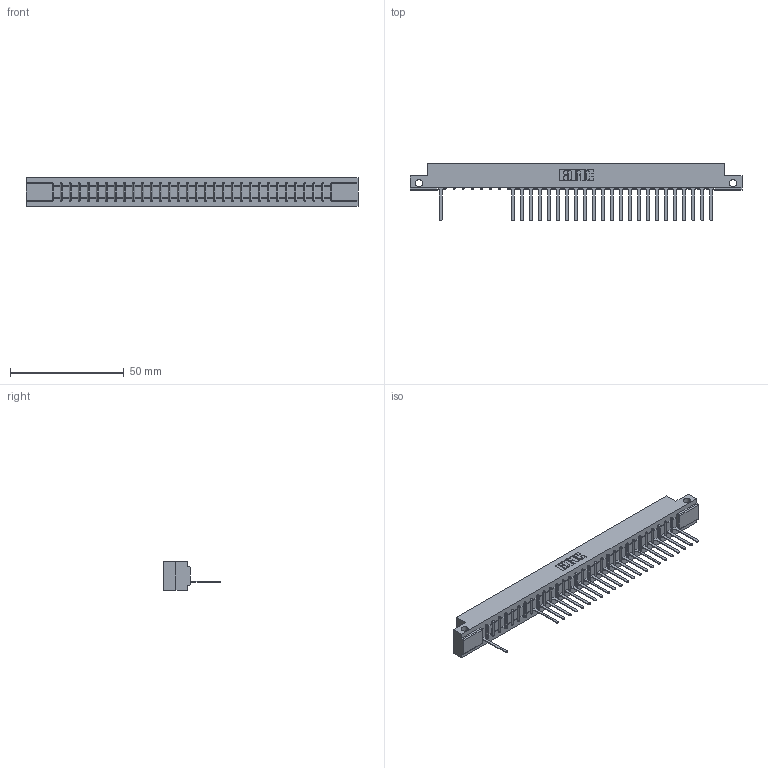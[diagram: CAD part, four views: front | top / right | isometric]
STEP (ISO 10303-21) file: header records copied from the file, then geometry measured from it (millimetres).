
FILE_DESCRIPTION (( 'STEP AP203' ), '1' );
FILE_NAME ('307-031-547-112.STEP', '2018-08-04T20:28:57', ( '' ), ( '' ), 'SwSTEP 2.0', 'SolidWorks 2016', '' );
FILE_SCHEMA (( 'CONFIG_CONTROL_DESIGN' ));
Length unit declared in the file: inch
Products named in the file (3): 307 Part_.128 Dia Side Mounting Holes; 307-290-001_547; 307-031-547-112
Assembly tree (25 placements, depth 2):
  307-031-547-112
    307 Part_.128 Dia Side Mounting Holes
    307-290-001_547  x24
Bounding box: 145.85 x 25.43 x 12.7 mm (x, y, z)
Volume: 14889.8 mm3; surface area: 15282.3 mm2
Topology: 25 solids, 25 shells, 1634 faces, 4659 edges, 2986 vertices
Faces by surface type: plane 1042, cylinder 528, sphere 64
Entity records: 27678 total; most frequent: CARTESIAN_POINT 4689, ORIENTED_EDGE 4682, DIRECTION 4559, EDGE_CURVE 2341, LINE 1791, VECTOR 1791, VERTEX_POINT 1514, AXIS2_PLACEMENT_3D 1384
